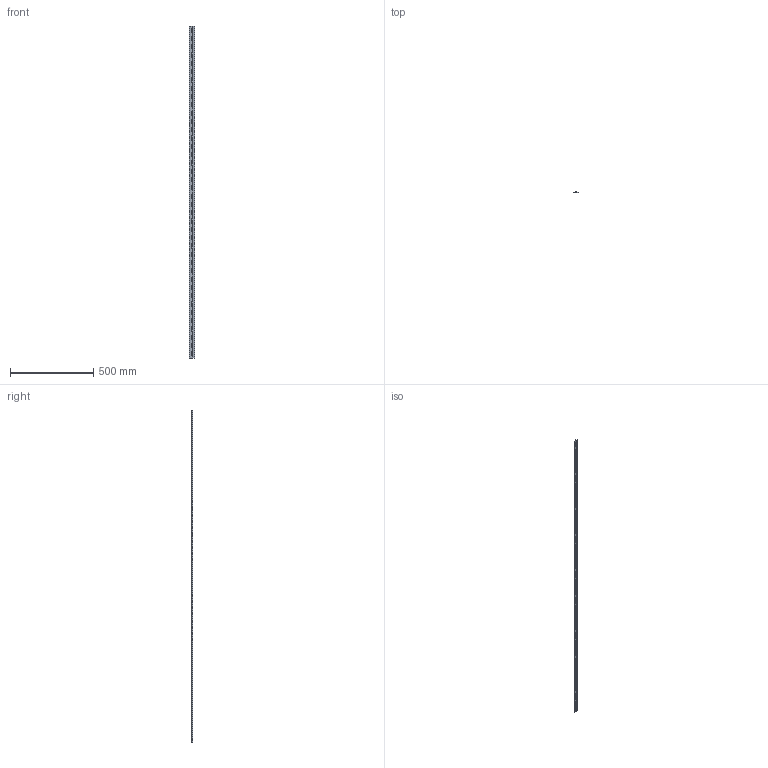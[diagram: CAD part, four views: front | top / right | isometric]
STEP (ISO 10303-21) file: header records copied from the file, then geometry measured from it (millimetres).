
FILE_DESCRIPTION (( 'STEP AP203' ), '1' );
FILE_NAME ('B-805-193.STEP', '2011-10-17T04:17:39', ( '' ), ( '' ), 'SwSTEP 2.0', 'SolidWorks 2011', '' );
FILE_SCHEMA (( 'CONFIG_CONTROL_DESIGN' ));
Length unit declared in the file: millimetre
Products named in the file (4): B-805-193; B-805-193軸_; B-805-193羽根B_; B-805-193羽根A_
Assembly tree (3 placements, depth 2):
  B-805-193
    B-805-193羽根A_
    B-805-193軸_
    B-805-193羽根B_
Bounding box: 32 x 7 x 2000 mm (x, y, z)
Volume: 154344.4 mm3; surface area: 206847.1 mm2
Topology: 3 solids, 3 shells, 660 faces, 1962 edges, 1308 vertices
Faces by surface type: cylinder 407, plane 253
Entity records: 23198 total; most frequent: DIRECTION 4108, CARTESIAN_POINT 3936, ORIENTED_EDGE 3924, EDGE_CURVE 1962, AXIS2_PLACEMENT_3D 1480, VERTEX_POINT 1308, VECTOR 1148, LINE 1148
